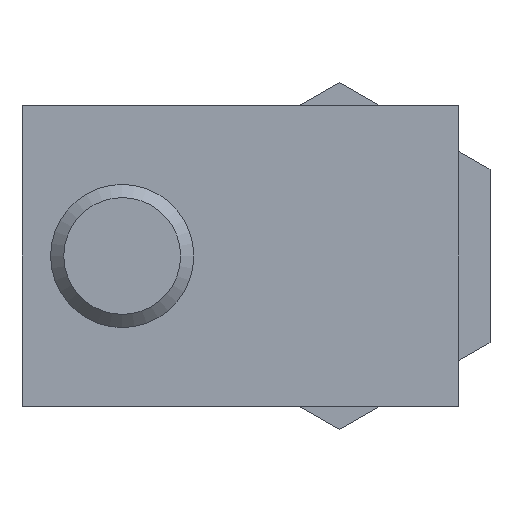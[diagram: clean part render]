
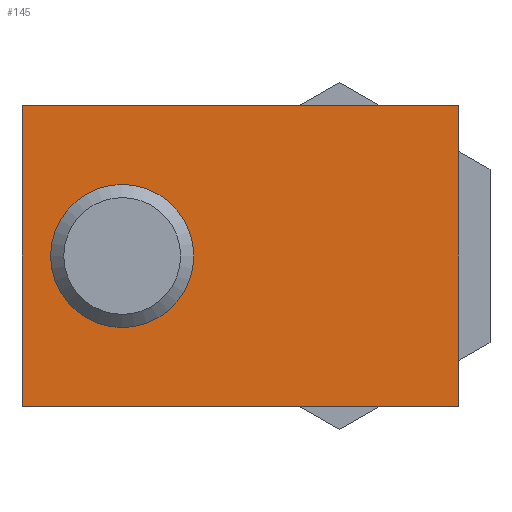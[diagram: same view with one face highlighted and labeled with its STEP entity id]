
A CAD part, front view. The second image highlights one B-rep face of the part: STEP entity #145.
In plain terms, the highlighted planar face has unit normal (0, -1, 0).
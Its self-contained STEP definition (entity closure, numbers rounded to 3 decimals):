
#145 = ADVANCED_FACE( '', ( #296, #297 ), #298, .F. );
#296 = FACE_BOUND( '', #443, .T. );
#297 = FACE_OUTER_BOUND( '', #444, .T. );
#298 = PLANE( '', #445 );
#443 = EDGE_LOOP( '', ( #782 ) );
#444 = EDGE_LOOP( '', ( #783, #784, #785, #786 ) );
#445 = AXIS2_PLACEMENT_3D( '', #787, #788, #789 );
#782 = ORIENTED_EDGE( '', *, *, #937, .F. );
#783 = ORIENTED_EDGE( '', *, *, #855, .T. );
#784 = ORIENTED_EDGE( '', *, *, #883, .F. );
#785 = ORIENTED_EDGE( '', *, *, #953, .F. );
#786 = ORIENTED_EDGE( '', *, *, #866, .T. );
#787 = CARTESIAN_POINT( '', ( 7.5, -22., 10.5 ) );
#788 = DIRECTION( '', ( 0., 1., 0. ) );
#789 = DIRECTION( '', ( 0., 0., 1. ) );
#855 = EDGE_CURVE( '', #1007, #1017, #1019, .T. );
#866 = EDGE_CURVE( '', #1036, #1007, #1037, .T. );
#883 = EDGE_CURVE( '', #1061, #1017, #1063, .T. );
#937 = EDGE_CURVE( '', #1138, #1138, #1139, .F. );
#953 = EDGE_CURVE( '', #1036, #1061, #1156, .T. );
#1007 = VERTEX_POINT( '', #1232 );
#1017 = VERTEX_POINT( '', #1247 );
#1019 = LINE( '', #1250, #1251 );
#1036 = VERTEX_POINT( '', #1275 );
#1037 = LINE( '', #1276, #1277 );
#1061 = VERTEX_POINT( '', #1312 );
#1063 = LINE( '', #1315, #1316 );
#1138 = VERTEX_POINT( '', #1420 );
#1139 = CIRCLE( '', #1421, 5. );
#1156 = LINE( '', #1442, #1443 );
#1232 = CARTESIAN_POINT( '', ( -23., -22., 10.5 ) );
#1247 = CARTESIAN_POINT( '', ( -23., -22., -10.5 ) );
#1250 = CARTESIAN_POINT( '', ( -23., -22., 10.5 ) );
#1251 = VECTOR( '', #1478, 1000. );
#1275 = CARTESIAN_POINT( '', ( 7.5, -22., 10.5 ) );
#1276 = CARTESIAN_POINT( '', ( 7.5, -22., 10.5 ) );
#1277 = VECTOR( '', #1486, 1000. );
#1312 = CARTESIAN_POINT( '', ( 7.5, -22., -10.5 ) );
#1315 = CARTESIAN_POINT( '', ( 7.5, -22., -10.5 ) );
#1316 = VECTOR( '', #1499, 1000. );
#1420 = CARTESIAN_POINT( '', ( -16., -22., 5. ) );
#1421 = AXIS2_PLACEMENT_3D( '', #1553, #1554, #1555 );
#1442 = CARTESIAN_POINT( '', ( 7.5, -22., 10.5 ) );
#1443 = VECTOR( '', #1563, 1000. );
#1478 = DIRECTION( '', ( 0., 0., -1. ) );
#1486 = DIRECTION( '', ( -1., 0., 0. ) );
#1499 = DIRECTION( '', ( -1., 0., 0. ) );
#1553 = CARTESIAN_POINT( '', ( -16., -22., 0. ) );
#1554 = DIRECTION( '', ( 0., 1., 0. ) );
#1555 = DIRECTION( '', ( 0., 0., 1. ) );
#1563 = DIRECTION( '', ( 0., 0., -1. ) );
